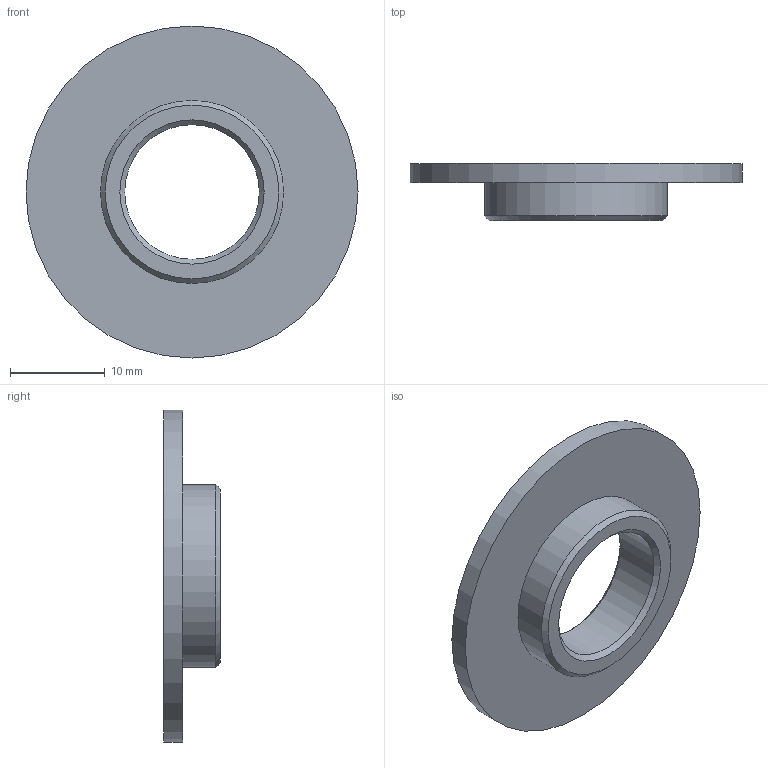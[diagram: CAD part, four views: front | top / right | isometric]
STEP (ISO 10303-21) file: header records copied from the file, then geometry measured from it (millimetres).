
FILE_DESCRIPTION(('STEP AP203'),'1');
FILE_NAME('bagues.step','2021-04-19T12:36:11',(' '),(' '),'Spatial InterOp 3D',' ',' ');
FILE_SCHEMA(('CONFIG_CONTROL_DESIGN'));
Length unit declared in the file: millimetre
Products named in the file (1): 1
Bounding box: 35 x 6 x 35 mm (x, y, z)
Volume: 2125.4 mm3; surface area: 2294 mm2
Topology: 1 solids, 1 shells, 9 faces, 15 edges, 9 vertices
Faces by surface type: cylinder 3, plane 3, cone 3
Full cylindrical faces by diameter (mm): 14.2 x1, 19.3 x1, 35 x1
Entity records: 232 total; most frequent: DIRECTION 38, CARTESIAN_POINT 28, AXIS2_PLACEMENT_3D 19, EDGE_LOOP 18, ORIENTED_EDGE 18, FACE_OUTER_BOUND 12, ADVANCED_FACE 9, EDGE_CURVE 9
